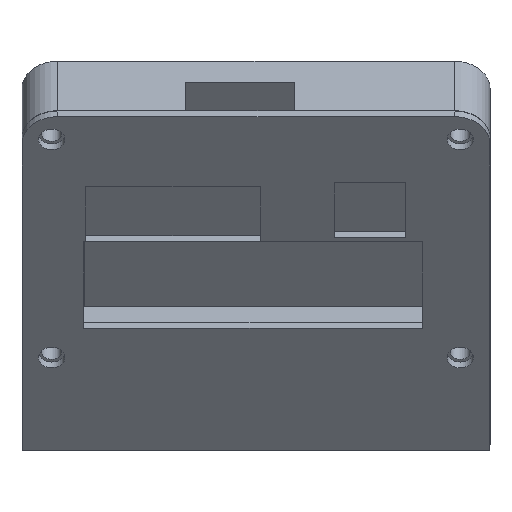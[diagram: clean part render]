
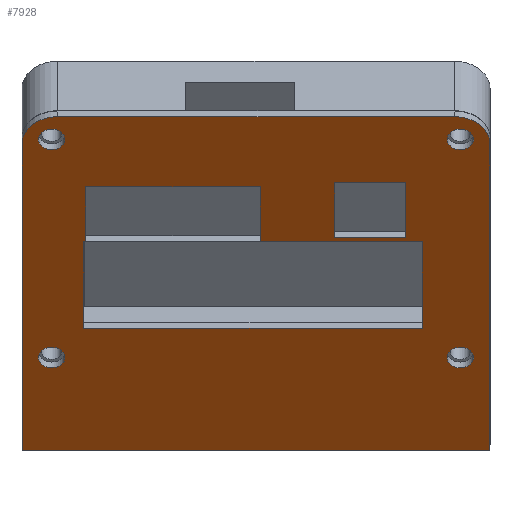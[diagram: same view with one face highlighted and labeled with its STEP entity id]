
A CAD part, top view. The second image highlights one B-rep face of the part: STEP entity #7928.
In plain terms, the highlighted planar face has unit normal (0, -0.643, 0.766).
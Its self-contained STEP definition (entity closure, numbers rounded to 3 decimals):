
#849=FACE_BOUND('',#1790,.T.);
#850=FACE_BOUND('',#1791,.T.);
#851=FACE_BOUND('',#1792,.T.);
#852=FACE_BOUND('',#1793,.T.);
#853=FACE_BOUND('',#1794,.T.);
#854=FACE_BOUND('',#1795,.T.);
#855=FACE_BOUND('',#1796,.T.);
#876=CIRCLE('',#8035,6.);
#883=CIRCLE('',#8045,6.);
#884=CIRCLE('',#8146,2.25);
#885=CIRCLE('',#8148,2.25);
#886=CIRCLE('',#8150,2.25);
#887=CIRCLE('',#8152,2.25);
#1321=FACE_OUTER_BOUND('',#1789,.T.);
#1789=EDGE_LOOP('',(#7305,#7306,#7307,#7308,#7309,#7310));
#1790=EDGE_LOOP('',(#7311));
#1791=EDGE_LOOP('',(#7312));
#1792=EDGE_LOOP('',(#7313));
#1793=EDGE_LOOP('',(#7314));
#1794=EDGE_LOOP('',(#7315,#7316,#7317,#7318));
#1795=EDGE_LOOP('',(#7319,#7320,#7321,#7322));
#1796=EDGE_LOOP('',(#7323,#7324,#7325,#7326));
#1970=LINE('',#10844,#2597);
#2390=LINE('',#15889,#3017);
#2392=LINE('',#15893,#3019);
#2394=LINE('',#15896,#3021);
#2396=LINE('',#15901,#3023);
#2398=LINE('',#15905,#3025);
#2400=LINE('',#15909,#3027);
#2402=LINE('',#15912,#3029);
#2404=LINE('',#15917,#3031);
#2406=LINE('',#15921,#3033);
#2408=LINE('',#15925,#3035);
#2410=LINE('',#15928,#3037);
#2412=LINE('',#15933,#3039);
#2414=LINE('',#15937,#3041);
#2416=LINE('',#15941,#3043);
#2418=LINE('',#15944,#3045);
#2597=VECTOR('',#8488,10.);
#3017=VECTOR('',#9128,10.);
#3019=VECTOR('',#9132,10.);
#3021=VECTOR('',#9136,10.);
#3023=VECTOR('',#9140,10.);
#3025=VECTOR('',#9144,10.);
#3027=VECTOR('',#9148,10.);
#3029=VECTOR('',#9152,10.);
#3031=VECTOR('',#9156,10.);
#3033=VECTOR('',#9160,10.);
#3035=VECTOR('',#9164,10.);
#3037=VECTOR('',#9168,10.);
#3039=VECTOR('',#9172,10.);
#3041=VECTOR('',#9176,10.);
#3043=VECTOR('',#9180,10.);
#3045=VECTOR('',#9184,10.);
#3120=VERTEX_POINT('',#9418);
#3121=VERTEX_POINT('',#9419);
#3423=VERTEX_POINT('',#10843);
#3424=VERTEX_POINT('',#10847);
#3814=VERTEX_POINT('',#15872);
#3815=VERTEX_POINT('',#15876);
#3816=VERTEX_POINT('',#15880);
#3817=VERTEX_POINT('',#15884);
#3818=VERTEX_POINT('',#15888);
#3819=VERTEX_POINT('',#15892);
#3820=VERTEX_POINT('',#15898);
#3821=VERTEX_POINT('',#15900);
#3822=VERTEX_POINT('',#15904);
#3823=VERTEX_POINT('',#15908);
#3824=VERTEX_POINT('',#15914);
#3825=VERTEX_POINT('',#15916);
#3826=VERTEX_POINT('',#15920);
#3827=VERTEX_POINT('',#15924);
#3828=VERTEX_POINT('',#15930);
#3829=VERTEX_POINT('',#15932);
#3830=VERTEX_POINT('',#15936);
#3831=VERTEX_POINT('',#15940);
#3933=EDGE_CURVE('',#3120,#3121,#876,.T.);
#4237=EDGE_CURVE('',#3423,#3121,#1970,.T.);
#4239=EDGE_CURVE('',#3423,#3424,#883,.T.);
#4965=EDGE_CURVE('',#3814,#3814,#884,.T.);
#4967=EDGE_CURVE('',#3815,#3815,#885,.T.);
#4969=EDGE_CURVE('',#3816,#3816,#886,.T.);
#4971=EDGE_CURVE('',#3817,#3817,#887,.T.);
#4972=EDGE_CURVE('',#3818,#3424,#2390,.T.);
#4974=EDGE_CURVE('',#3819,#3818,#2392,.T.);
#4976=EDGE_CURVE('',#3120,#3819,#2394,.T.);
#4978=EDGE_CURVE('',#3821,#3820,#2396,.T.);
#4980=EDGE_CURVE('',#3822,#3821,#2398,.T.);
#4982=EDGE_CURVE('',#3823,#3822,#2400,.T.);
#4984=EDGE_CURVE('',#3820,#3823,#2402,.T.);
#4986=EDGE_CURVE('',#3825,#3824,#2404,.T.);
#4988=EDGE_CURVE('',#3826,#3825,#2406,.T.);
#4990=EDGE_CURVE('',#3827,#3826,#2408,.T.);
#4992=EDGE_CURVE('',#3824,#3827,#2410,.T.);
#4994=EDGE_CURVE('',#3829,#3828,#2412,.T.);
#4996=EDGE_CURVE('',#3830,#3829,#2414,.T.);
#4998=EDGE_CURVE('',#3831,#3830,#2416,.T.);
#5000=EDGE_CURVE('',#3828,#3831,#2418,.T.);
#7305=ORIENTED_EDGE('',*,*,#3933,.F.);
#7306=ORIENTED_EDGE('',*,*,#4976,.T.);
#7307=ORIENTED_EDGE('',*,*,#4974,.T.);
#7308=ORIENTED_EDGE('',*,*,#4972,.T.);
#7309=ORIENTED_EDGE('',*,*,#4239,.F.);
#7310=ORIENTED_EDGE('',*,*,#4237,.T.);
#7311=ORIENTED_EDGE('',*,*,#4965,.T.);
#7312=ORIENTED_EDGE('',*,*,#4967,.T.);
#7313=ORIENTED_EDGE('',*,*,#4969,.T.);
#7314=ORIENTED_EDGE('',*,*,#4971,.T.);
#7315=ORIENTED_EDGE('',*,*,#5000,.T.);
#7316=ORIENTED_EDGE('',*,*,#4998,.T.);
#7317=ORIENTED_EDGE('',*,*,#4996,.T.);
#7318=ORIENTED_EDGE('',*,*,#4994,.T.);
#7319=ORIENTED_EDGE('',*,*,#4992,.T.);
#7320=ORIENTED_EDGE('',*,*,#4990,.T.);
#7321=ORIENTED_EDGE('',*,*,#4988,.T.);
#7322=ORIENTED_EDGE('',*,*,#4986,.T.);
#7323=ORIENTED_EDGE('',*,*,#4984,.T.);
#7324=ORIENTED_EDGE('',*,*,#4982,.T.);
#7325=ORIENTED_EDGE('',*,*,#4980,.T.);
#7326=ORIENTED_EDGE('',*,*,#4978,.T.);
#7503=PLANE('',#8168);
#7928=ADVANCED_FACE('',(#1321,#849,#850,#851,#852,#853,#854,#855),#7503,
 .T.);
#8035=AXIS2_PLACEMENT_3D('',#9420,#8377,#8378);
#8045=AXIS2_PLACEMENT_3D('',#10848,#8492,#8493);
#8146=AXIS2_PLACEMENT_3D('',#15874,#9109,#9110);
#8148=AXIS2_PLACEMENT_3D('',#15878,#9114,#9115);
#8150=AXIS2_PLACEMENT_3D('',#15882,#9119,#9120);
#8152=AXIS2_PLACEMENT_3D('',#15886,#9124,#9125);
#8168=AXIS2_PLACEMENT_3D('',#15945,#9185,#9186);
#8377=DIRECTION('center_axis',(0.,0.643,-0.766));
#8378=DIRECTION('ref_axis',(-0.707,0.542,0.455));
#8488=DIRECTION('',(-1.,0.,0.));
#8492=DIRECTION('center_axis',(0.,0.643,-0.766));
#8493=DIRECTION('ref_axis',(0.707,0.542,0.455));
#9109=DIRECTION('center_axis',(0.,0.643,-0.766));
#9110=DIRECTION('ref_axis',(1.,0.,0.));
#9114=DIRECTION('center_axis',(0.,0.643,-0.766));
#9115=DIRECTION('ref_axis',(1.,0.,0.));
#9119=DIRECTION('center_axis',(0.,0.643,-0.766));
#9120=DIRECTION('ref_axis',(1.,0.,0.));
#9124=DIRECTION('center_axis',(0.,0.643,-0.766));
#9125=DIRECTION('ref_axis',(1.,0.,0.));
#9128=DIRECTION('',(0.,0.766,0.643));
#9132=DIRECTION('',(1.,0.,0.));
#9136=DIRECTION('',(0.,-0.766,-0.643));
#9140=DIRECTION('',(1.,0.,0.));
#9144=DIRECTION('',(0.,0.766,0.643));
#9148=DIRECTION('',(-1.,0.,0.));
#9152=DIRECTION('',(0.,-0.766,-0.643));
#9156=DIRECTION('',(0.,-0.766,-0.643));
#9160=DIRECTION('',(1.,0.,0.));
#9164=DIRECTION('',(0.,0.766,0.643));
#9168=DIRECTION('',(-1.,0.,0.));
#9172=DIRECTION('',(0.,-0.766,-0.643));
#9176=DIRECTION('',(1.,0.,0.));
#9180=DIRECTION('',(0.,0.766,0.643));
#9184=DIRECTION('',(-1.,0.,0.));
#9185=DIRECTION('center_axis',(0.,-0.643,0.766));
#9186=DIRECTION('ref_axis',(1.,0.,0.));
#9418=CARTESIAN_POINT('',(-49.094,33.465,44.537));
#9419=CARTESIAN_POINT('',(-43.094,38.061,48.394));
#9420=CARTESIAN_POINT('Origin',(-43.094,33.465,44.537));
#10843=CARTESIAN_POINT('',(23.906,38.061,48.394));
#10844=CARTESIAN_POINT('',(-49.094,38.061,48.394));
#10847=CARTESIAN_POINT('',(29.906,33.465,44.537));
#10848=CARTESIAN_POINT('Origin',(23.906,33.465,44.537));
#15872=CARTESIAN_POINT('',(22.656,34.231,45.18));
#15874=CARTESIAN_POINT('Origin',(24.906,34.231,45.18));
#15876=CARTESIAN_POINT('',(-46.344,34.231,45.18));
#15878=CARTESIAN_POINT('Origin',(-44.094,34.231,45.18));
#15880=CARTESIAN_POINT('',(22.656,-2.539,14.326));
#15882=CARTESIAN_POINT('Origin',(24.906,-2.539,14.326));
#15884=CARTESIAN_POINT('',(-46.344,-2.539,14.326));
#15886=CARTESIAN_POINT('Origin',(-44.094,-2.539,14.326));
#15888=CARTESIAN_POINT('',(29.906,-18.243,1.149));
#15889=CARTESIAN_POINT('',(29.906,38.061,48.394));
#15892=CARTESIAN_POINT('',(-49.094,-18.243,1.149));
#15893=CARTESIAN_POINT('',(29.906,-18.243,1.149));
#15896=CARTESIAN_POINT('',(-49.094,-18.243,1.149));
#15898=CARTESIAN_POINT('',(18.476,16.972,30.698));
#15900=CARTESIAN_POINT('',(-38.674,16.972,30.698));
#15901=CARTESIAN_POINT('',(-0.574,16.972,30.698));
#15904=CARTESIAN_POINT('',(-38.674,2.379,18.453));
#15905=CARTESIAN_POINT('',(-38.674,2.379,18.453));
#15908=CARTESIAN_POINT('',(18.476,2.379,18.453));
#15909=CARTESIAN_POINT('',(-19.624,2.379,18.453));
#15912=CARTESIAN_POINT('',(18.476,16.972,30.698));
#15914=CARTESIAN_POINT('',(15.666,17.707,31.315));
#15916=CARTESIAN_POINT('',(15.666,26.9,39.029));
#15917=CARTESIAN_POINT('',(15.666,26.9,39.029));
#15920=CARTESIAN_POINT('',(3.666,26.9,39.029));
#15921=CARTESIAN_POINT('',(3.666,26.9,39.029));
#15924=CARTESIAN_POINT('',(3.666,17.707,31.315));
#15925=CARTESIAN_POINT('',(3.666,17.707,31.315));
#15928=CARTESIAN_POINT('',(15.666,17.707,31.315));
#15930=CARTESIAN_POINT('',(-8.854,17.049,30.762));
#15932=CARTESIAN_POINT('',(-8.854,26.241,38.476));
#15933=CARTESIAN_POINT('',(-8.854,26.241,38.476));
#15936=CARTESIAN_POINT('',(-38.354,26.241,38.476));
#15937=CARTESIAN_POINT('',(-38.354,26.241,38.476));
#15940=CARTESIAN_POINT('',(-38.354,17.049,30.762));
#15941=CARTESIAN_POINT('',(-38.354,17.049,30.762));
#15944=CARTESIAN_POINT('',(-8.854,17.049,30.762));
#15945=CARTESIAN_POINT('Origin',(-10.094,16.229,30.075));
